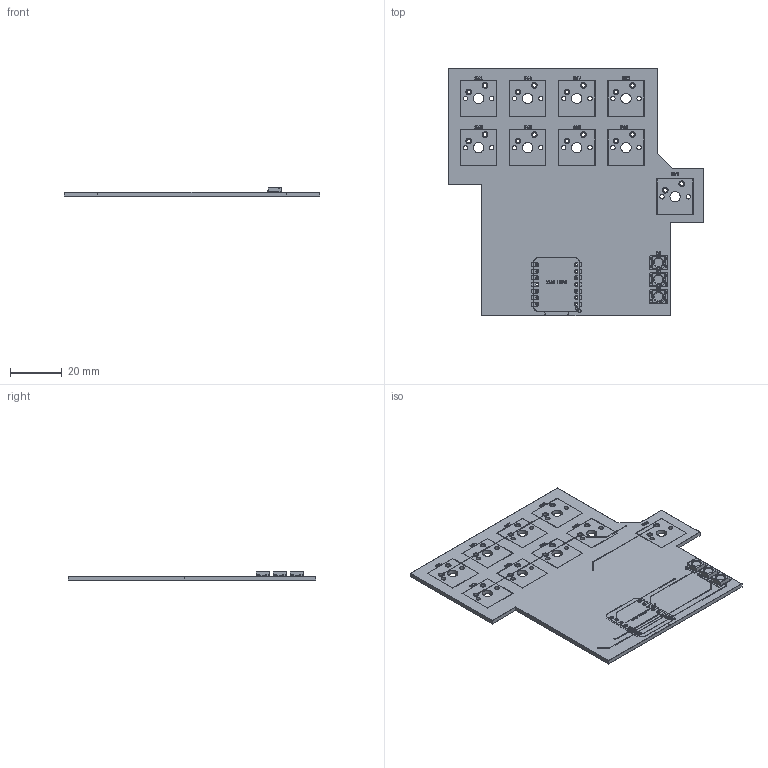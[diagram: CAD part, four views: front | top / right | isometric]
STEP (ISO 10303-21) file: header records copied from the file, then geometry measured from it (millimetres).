
FILE_DESCRIPTION(('KiCad electronic assembly'),'2;1');
FILE_NAME('Macropad izquierda.step','2025-12-06T22:34:55',('Pcbnew'),( 'Kicad'),'Open CASCADE STEP processor 7.9','KiCad to STEP converter' ,'Unknown');
FILE_SCHEMA(('AUTOMOTIVE_DESIGN { 1 0 10303 214 1 1 1 1 }'));
Length unit declared in the file: millimetre
Products named in the file (7): Macropad izquierda 1; LED_SK6812_PLCC4_5.0x5.0mm_P3.2mm; Macropad izquierda_copper; Macropad izquierda_silkscreen; Macropad izquierda_soldermask; Macropad izquierda_PCB
Assembly tree (8 placements, depth 2):
  Macropad izquierda 1
    LED_SK6812_PLCC4_5.0x5.0mm_P3.2mm  x3
    Macropad izquierda_copper
    Macropad izquierda_silkscreen
    Macropad izquierda_soldermask
    Macropad izquierda_soldermask
    Macropad izquierda_PCB
Bounding box: 99 x 96 x 3.35 mm (x, y, z)
Volume: 11444.1 mm3; surface area: 32553.9 mm2
Topology: 23 solids, 82 shells, 1070 faces, 4081 edges, 3185 vertices
Faces by surface type: plane 712, cylinder 355, cone 3
Full cylindrical faces by diameter (mm): 0.25 x7, 0.3 x14, 0.839 x14, 0.889 x28, 1.45 x18, 1.5 x36, 1.524 x16, 1.7 x18, 2.2 x36, 3.333 x3, 4 x9
Entity records: 41169 total; most frequent: CARTESIAN_POINT 7543, DIRECTION 6718, ORIENTED_EDGE 5947, EDGE_CURVE 3679, VERTEX_POINT 2921, LINE 2526, VECTOR 2526, AXIS2_PLACEMENT_3D 2096
